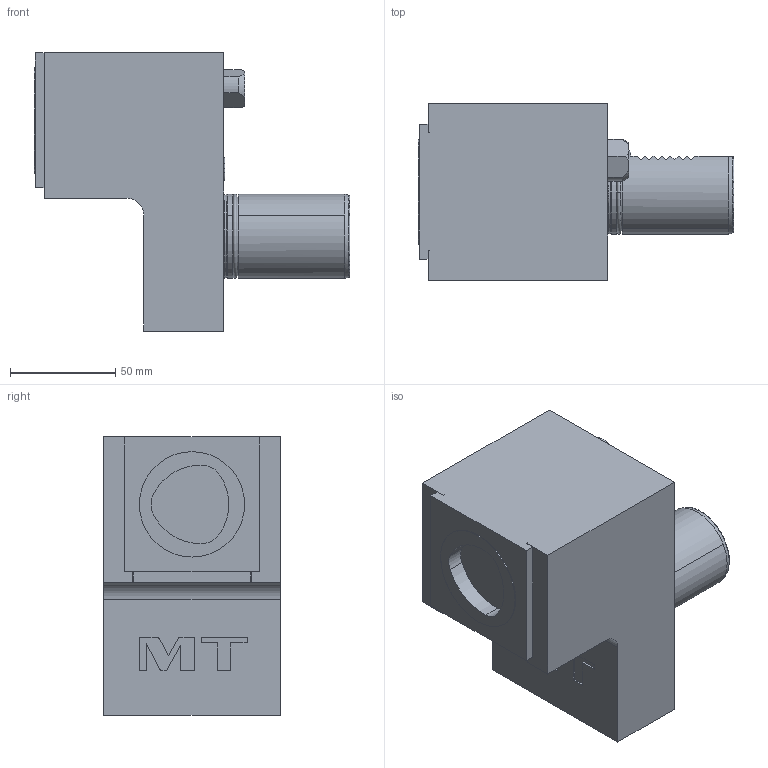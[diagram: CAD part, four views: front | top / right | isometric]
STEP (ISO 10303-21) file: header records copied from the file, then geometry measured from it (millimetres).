
FILE_DESCRIPTION((''),'2;1');
FILE_NAME('MZK0515010_CONF','2023-04-26T09:17:39',('gvalli'),('M.T. srl'),'CREO PARAMETRIC BY PTC INC, 2021072','CREO PARAMETRIC BY PTC INC, 2021072','');
FILE_SCHEMA(('CONFIG_CONTROL_DESIGN'));
Length unit declared in the file: millimetre
Products named in the file (1): MZK0515010_CONF
Bounding box: 149.9 x 84 x 132 mm (x, y, z)
Volume: 779280.4 mm3; surface area: 64930.2 mm2
Topology: 1 solids, 1 shells, 124 faces, 331 edges, 218 vertices
Faces by surface type: plane 80, cylinder 28, torus 7, cone 7, extrusion 2
Entity records: 4181 total; most frequent: CARTESIAN_POINT 1096, ORIENTED_EDGE 662, DIRECTION 585, EDGE_CURVE 331, VERTEX_POINT 218, VECTOR 207, LINE 205, AXIS2_PLACEMENT_3D 189
